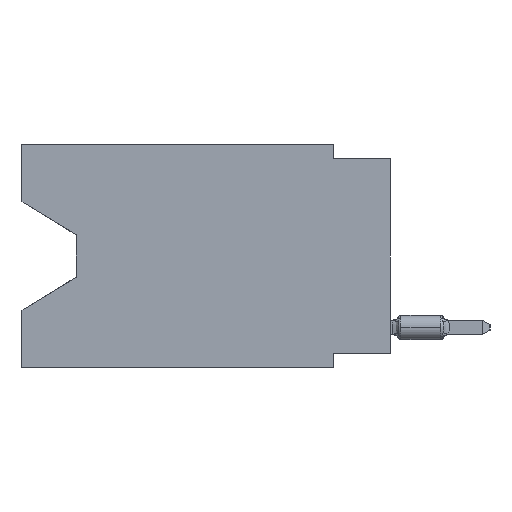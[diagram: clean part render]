
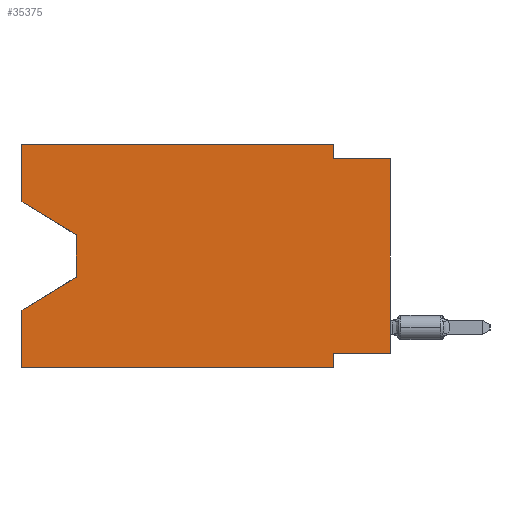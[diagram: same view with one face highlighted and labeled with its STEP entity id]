
A CAD part, left-side view. The second image highlights one B-rep face of the part: STEP entity #35375.
In plain terms, the highlighted planar face has unit normal (-1, 0, 0).
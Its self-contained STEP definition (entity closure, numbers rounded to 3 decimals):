
#728 = ORIENTED_EDGE ( 'NONE', *, *, #15742, .F. ) ;
#2972 = AXIS2_PLACEMENT_3D ( 'NONE', #15285, #10372, #26715 ) ;
#3735 = EDGE_CURVE ( 'NONE', #16169, #6338, #11999, .T. ) ;
#4730 = ORIENTED_EDGE ( 'NONE', *, *, #3735, .F. ) ;
#4964 = VECTOR ( 'NONE', #42503, 1000. ) ;
#5452 = LINE ( 'NONE', #24917, #8173 ) ;
#6338 = VERTEX_POINT ( 'NONE', #45261 ) ;
#6407 = EDGE_CURVE ( 'NONE', #6338, #44352, #5452, .T. ) ;
#7056 = CARTESIAN_POINT ( 'NONE',  ( 0., 16.383, 0. ) ) ;
#7183 = LINE ( 'NONE', #14682, #34791 ) ;
#7335 = LINE ( 'NONE', #34507, #4964 ) ;
#7659 = VERTEX_POINT ( 'NONE', #12000 ) ;
#8173 = VECTOR ( 'NONE', #33136, 1000. ) ;
#10325 = CARTESIAN_POINT ( 'NONE',  ( 0., 2.54, -9.271 ) ) ;
#10372 = DIRECTION ( 'NONE',  ( 1., 0., 0. ) ) ;
#10585 = CARTESIAN_POINT ( 'NONE',  ( 0., 16.383, 0. ) ) ;
#11672 = CARTESIAN_POINT ( 'NONE',  ( 0., 0., -9.271 ) ) ;
#11921 = DIRECTION ( 'NONE',  ( 0., -1., 0. ) ) ;
#11999 = LINE ( 'NONE', #29573, #41032 ) ;
#12000 = CARTESIAN_POINT ( 'NONE',  ( 0., 13.97, -5.893 ) ) ;
#13144 = ORIENTED_EDGE ( 'NONE', *, *, #45418, .T. ) ;
#13701 = DIRECTION ( 'NONE',  ( 0., 0., -1. ) ) ;
#14682 = CARTESIAN_POINT ( 'NONE',  ( 0., 13.97, -5.893 ) ) ;
#15024 = PLANE ( 'NONE',  #2972 ) ;
#15285 = CARTESIAN_POINT ( 'NONE',  ( 0., 16.383, 0. ) ) ;
#15742 = EDGE_CURVE ( 'NONE', #29713, #16237, #22861, .T. ) ;
#16169 = VERTEX_POINT ( 'NONE', #10585 ) ;
#16237 = VERTEX_POINT ( 'NONE', #10325 ) ;
#16633 = CARTESIAN_POINT ( 'NONE',  ( 0., 0., -0.635 ) ) ;
#17416 = VERTEX_POINT ( 'NONE', #16633 ) ;
#17811 = VECTOR ( 'NONE', #26270, 1000. ) ;
#17898 = ORIENTED_EDGE ( 'NONE', *, *, #34910, .T. ) ;
#18884 = CARTESIAN_POINT ( 'NONE',  ( 0., 0., -9.271 ) ) ;
#19703 = CARTESIAN_POINT ( 'NONE',  ( 0., 16.383, -9.906 ) ) ;
#20064 = VECTOR ( 'NONE', #13701, 1000. ) ;
#20211 = LINE ( 'NONE', #19703, #40756 ) ;
#20261 = ORIENTED_EDGE ( 'NONE', *, *, #43278, .T. ) ;
#20282 = CARTESIAN_POINT ( 'NONE',  ( 0., 16.383, -9.906 ) ) ;
#20360 = VECTOR ( 'NONE', #32777, 1000. ) ;
#20638 = ORIENTED_EDGE ( 'NONE', *, *, #47502, .T. ) ;
#21238 = EDGE_CURVE ( 'NONE', #44352, #17416, #36410, .T. ) ;
#21362 = CARTESIAN_POINT ( 'NONE',  ( 0., 0., 0. ) ) ;
#22861 = LINE ( 'NONE', #11672, #45294 ) ;
#23124 = EDGE_CURVE ( 'NONE', #29154, #24201, #7335, .T. ) ;
#23164 = VECTOR ( 'NONE', #47353, 1000. ) ;
#24201 = VERTEX_POINT ( 'NONE', #26023 ) ;
#24917 = CARTESIAN_POINT ( 'NONE',  ( 0., 2.54, 0. ) ) ;
#26023 = CARTESIAN_POINT ( 'NONE',  ( 0., 16.383, -7.36 ) ) ;
#26270 = DIRECTION ( 'NONE',  ( 0., 0., 1. ) ) ;
#26715 = DIRECTION ( 'NONE',  ( 0., 0., -1. ) ) ;
#27205 = ORIENTED_EDGE ( 'NONE', *, *, #35802, .F. ) ;
#29154 = VERTEX_POINT ( 'NONE', #20282 ) ;
#29504 = LINE ( 'NONE', #49117, #20064 ) ;
#29516 = ORIENTED_EDGE ( 'NONE', *, *, #42477, .F. ) ;
#29573 = CARTESIAN_POINT ( 'NONE',  ( 0., 16.383, 0. ) ) ;
#29713 = VERTEX_POINT ( 'NONE', #18884 ) ;
#30320 = DIRECTION ( 'NONE',  ( 0., 1., 0. ) ) ;
#30470 = DIRECTION ( 'NONE',  ( 0., 0.855, -0.519 ) ) ;
#30728 = CARTESIAN_POINT ( 'NONE',  ( 0., 16.383, -2.546 ) ) ;
#30757 = CARTESIAN_POINT ( 'NONE',  ( 0., 2.54, -9.906 ) ) ;
#30988 = LINE ( 'NONE', #30728, #31210 ) ;
#31210 = VECTOR ( 'NONE', #46476, 1000. ) ;
#31281 = VERTEX_POINT ( 'NONE', #43033 ) ;
#32777 = DIRECTION ( 'NONE',  ( 0., -1., 0. ) ) ;
#32786 = ORIENTED_EDGE ( 'NONE', *, *, #23124, .F. ) ;
#33136 = DIRECTION ( 'NONE',  ( 0., 0., -1. ) ) ;
#33584 = VECTOR ( 'NONE', #49858, 1000. ) ;
#33991 = LINE ( 'NONE', #21362, #17811 ) ;
#34507 = CARTESIAN_POINT ( 'NONE',  ( 0., 16.383, 0. ) ) ;
#34791 = VECTOR ( 'NONE', #30470, 1000. ) ;
#34910 = EDGE_CURVE ( 'NONE', #29713, #17416, #33991, .T. ) ;
#34990 = LINE ( 'NONE', #7056, #23164 ) ;
#35335 = VERTEX_POINT ( 'NONE', #37542 ) ;
#35375 = ADVANCED_FACE ( 'NONE', ( #39074 ), #15024, .F. ) ;
#35802 = EDGE_CURVE ( 'NONE', #16237, #49542, #42629, .T. ) ;
#36410 = LINE ( 'NONE', #40526, #20360 ) ;
#36468 = ORIENTED_EDGE ( 'NONE', *, *, #37199, .T. ) ;
#37199 = EDGE_CURVE ( 'NONE', #31281, #35335, #30988, .T. ) ;
#37542 = CARTESIAN_POINT ( 'NONE',  ( 0., 13.97, -4.013 ) ) ;
#38600 = ORIENTED_EDGE ( 'NONE', *, *, #21238, .F. ) ;
#39074 = FACE_OUTER_BOUND ( 'NONE', #45978, .T. ) ;
#39989 = CARTESIAN_POINT ( 'NONE',  ( 0., 2.54, -0.635 ) ) ;
#40526 = CARTESIAN_POINT ( 'NONE',  ( 0., 0., -0.635 ) ) ;
#40756 = VECTOR ( 'NONE', #11921, 1000. ) ;
#41032 = VECTOR ( 'NONE', #45309, 1000. ) ;
#41605 = CARTESIAN_POINT ( 'NONE',  ( 0., 2.54, -9.906 ) ) ;
#42477 = EDGE_CURVE ( 'NONE', #31281, #16169, #34990, .T. ) ;
#42503 = DIRECTION ( 'NONE',  ( 0., 0., 1. ) ) ;
#42629 = LINE ( 'NONE', #30757, #33584 ) ;
#43033 = CARTESIAN_POINT ( 'NONE',  ( 0., 16.383, -2.546 ) ) ;
#43278 = EDGE_CURVE ( 'NONE', #7659, #24201, #7183, .T. ) ;
#44352 = VERTEX_POINT ( 'NONE', #39989 ) ;
#45261 = CARTESIAN_POINT ( 'NONE',  ( 0., 2.54, 0. ) ) ;
#45294 = VECTOR ( 'NONE', #30320, 1000. ) ;
#45309 = DIRECTION ( 'NONE',  ( 0., -1., 0. ) ) ;
#45418 = EDGE_CURVE ( 'NONE', #35335, #7659, #29504, .T. ) ;
#45978 = EDGE_LOOP ( 'NONE', ( #36468, #13144, #20261, #32786, #20638, #27205, #728, #17898, #38600, #46801, #4730, #29516 ) ) ;
#46476 = DIRECTION ( 'NONE',  ( 0., -0.855, -0.519 ) ) ;
#46801 = ORIENTED_EDGE ( 'NONE', *, *, #6407, .F. ) ;
#47353 = DIRECTION ( 'NONE',  ( 0., 0., 1. ) ) ;
#47502 = EDGE_CURVE ( 'NONE', #29154, #49542, #20211, .T. ) ;
#49117 = CARTESIAN_POINT ( 'NONE',  ( 0., 13.97, -4.013 ) ) ;
#49542 = VERTEX_POINT ( 'NONE', #41605 ) ;
#49858 = DIRECTION ( 'NONE',  ( 0., 0., -1. ) ) ;
